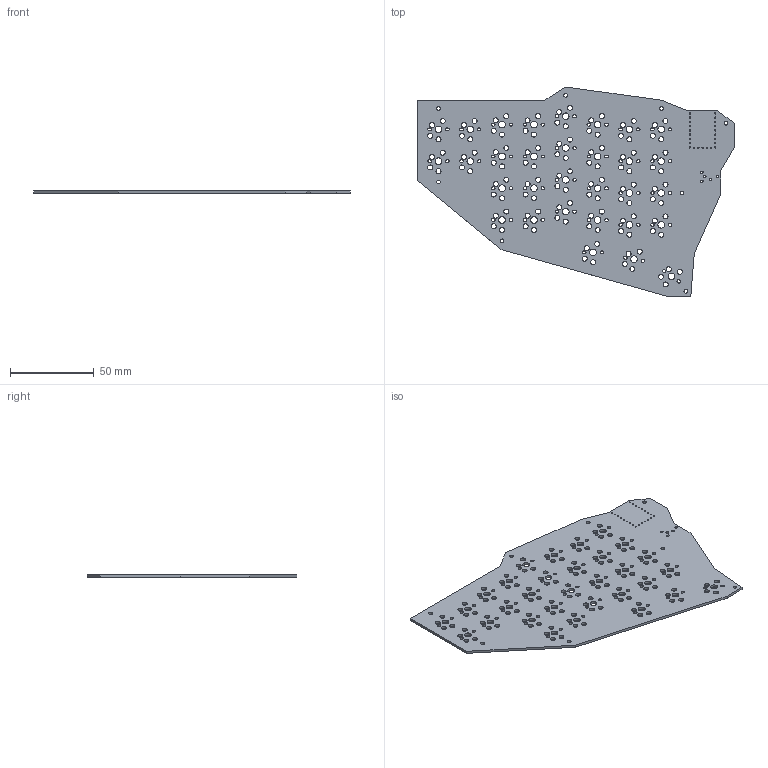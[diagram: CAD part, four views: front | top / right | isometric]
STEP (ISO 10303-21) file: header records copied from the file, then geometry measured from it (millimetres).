
FILE_DESCRIPTION(('KiCad electronic assembly'),'2;1');
FILE_NAME('cake31-left.step','2025-10-28T10:35:29',('Pcbnew'),('Kicad'), 'Open CASCADE STEP processor 7.9','KiCad to STEP converter','Unknown' );
FILE_SCHEMA(('AUTOMOTIVE_DESIGN { 1 0 10303 214 1 1 1 1 }'));
Length unit declared in the file: millimetre
Products named in the file (2): cake31-left 1; cake31-left_PCB
Assembly tree (1 placements, depth 2):
  cake31-left 1
    cake31-left_PCB
Bounding box: 189.63 x 125.71 x 1.51 mm (x, y, z)
Volume: 23523.3 mm3; surface area: 35104.6 mm2
Topology: 1 solids, 1 shells, 463 faces, 1383 edges, 922 vertices
Faces by surface type: cylinder 440, plane 23
Full cylindrical faces by diameter (mm): 0.8 x23, 1.5 x2, 2.2 x8, 3 x124, 3.988 x31
Entity records: 17166 total; most frequent: DIRECTION 3193, CARTESIAN_POINT 2770, ORIENTED_EDGE 2766, EDGE_CURVE 1383, AXIS2_PLACEMENT_3D 1345, FACE_BOUND 969, EDGE_LOOP 969, VERTEX_POINT 922
